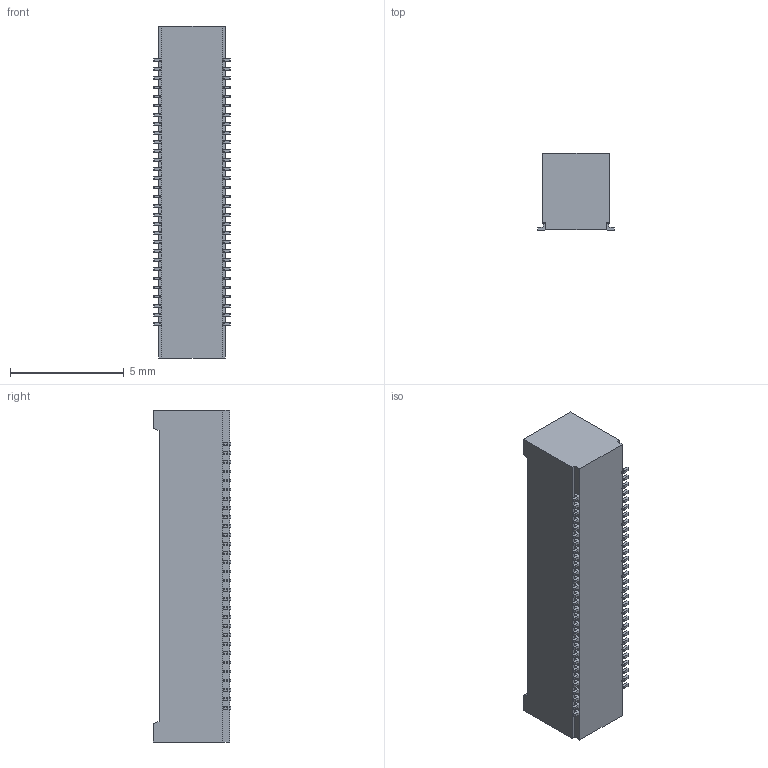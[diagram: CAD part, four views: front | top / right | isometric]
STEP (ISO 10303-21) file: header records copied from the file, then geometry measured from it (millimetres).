
FILE_DESCRIPTION(('CoCreate Modeling STEP Export'),'2;1');
FILE_NAME('DF40HC(3.5)-60DS.stp','2009-01-08T14:24:56',(''),(''),'CoCreate Modeling STEP processor for AP214 (Solid Model)','CoCreate Modeling 16.00A 16-Aug-2008 (C) Parametric Technology GmbH','');
FILE_SCHEMA(('AUTOMOTIVE_DESIGN { 1 0 10303 214 1 1 1 1 }'));
Length unit declared in the file: millimetre
Products named in the file (2): DF40HC(3.5)-60DS-0.4V.02
Assembly tree (1 placements, depth 2):
  DF40HC(3.5)-60DS-0.4V.02
    DF40HC(3.5)-60DS-0.4V.02
Bounding box: 3.38 x 3.4 x 14.6 mm (x, y, z)
Volume: 116.3 mm3; surface area: 284.4 mm2
Topology: 1 solids, 1 shells, 1533 faces, 4184 edges, 2776 vertices
Faces by surface type: plane 1029, cylinder 492, cone 12
Entity records: 47494 total; most frequent: ORIENTED_EDGE 8368, CARTESIAN_POINT 8312, DIRECTION 7894, EDGE_CURVE 4184, VECTOR 3178, LINE 3178, VERTEX_POINT 2776, AXIS2_PLACEMENT_3D 2358
